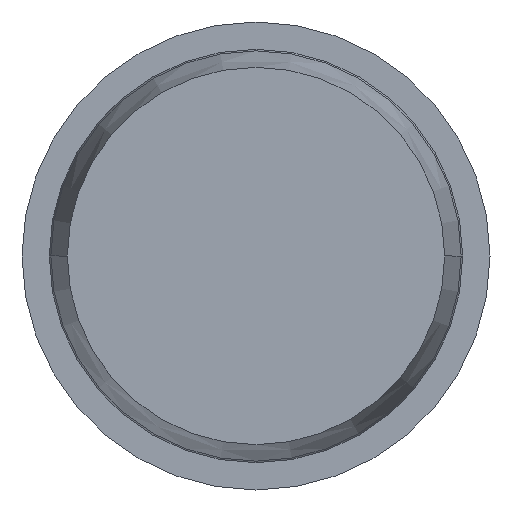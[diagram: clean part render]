
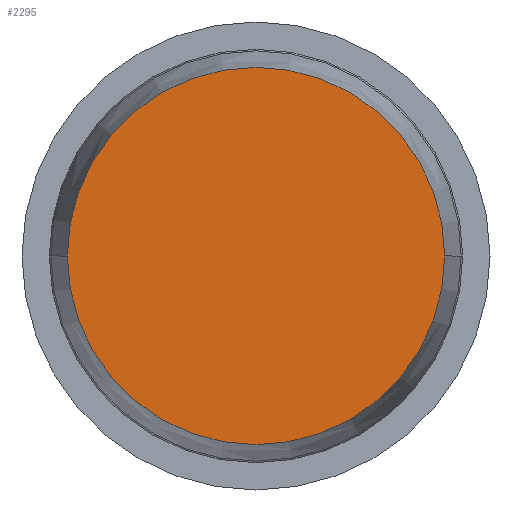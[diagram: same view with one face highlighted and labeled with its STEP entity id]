
A CAD part, front view. The second image highlights one B-rep face of the part: STEP entity #2295.
In plain terms, the highlighted planar face has unit normal (0, -1, 0).
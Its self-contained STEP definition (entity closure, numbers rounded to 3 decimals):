
#168 = CARTESIAN_POINT ( 'NONE',  ( 0., -19., 0. ) ) ;
#302 = EDGE_LOOP ( 'NONE', ( #2686, #1888 ) ) ;
#332 = PLANE ( 'NONE',  #3695 ) ;
#752 = VERTEX_POINT ( 'NONE', #2414 ) ;
#1438 = FACE_OUTER_BOUND ( 'NONE', #302, .T. ) ;
#1472 = CARTESIAN_POINT ( 'NONE',  ( 0., -19., 0. ) ) ;
#1529 = AXIS2_PLACEMENT_3D ( 'NONE', #1761, #2915, #2307 ) ;
#1551 = EDGE_CURVE ( 'Defeature ausgef�hrt1_0+Defeature ausgef�hrt1_10+Defeature ausgef�hrt1_10+Defeature ausgef�hrt1_10', #752, #2911, #1826, .T. ) ;
#1690 = CARTESIAN_POINT ( 'NONE',  ( 1.209, -19., 0. ) ) ;
#1761 = CARTESIAN_POINT ( 'NONE',  ( 0., -19., 0. ) ) ;
#1773 = DIRECTION ( 'NONE',  ( 0., -1., 0. ) ) ;
#1826 = CIRCLE ( 'NONE', #1529, 1.209 ) ;
#1888 = ORIENTED_EDGE ( 'NONE', *, *, #3176, .T. ) ;
#2098 = DIRECTION ( 'NONE',  ( 1., 0., 0. ) ) ;
#2295 = ADVANCED_FACE ( 'Defeature ausgef�hrt1_0', ( #1438 ), #332, .T. ) ;
#2307 = DIRECTION ( 'NONE',  ( 1., 0., 0. ) ) ;
#2414 = CARTESIAN_POINT ( 'NONE',  ( -1.209, -19., 0. ) ) ;
#2604 = DIRECTION ( 'NONE',  ( 1., 0., 0. ) ) ;
#2686 = ORIENTED_EDGE ( 'NONE', *, *, #1551, .T. ) ;
#2911 = VERTEX_POINT ( 'NONE', #1690 ) ;
#2915 = DIRECTION ( 'NONE',  ( 0., -1., 0. ) ) ;
#3176 = EDGE_CURVE ( 'Defeature ausgef�hrt1_0+Defeature ausgef�hrt1_10+Defeature ausgef�hrt1_10+Defeature ausgef�hrt1_10', #2911, #752, #3460, .T. ) ;
#3460 = CIRCLE ( 'NONE', #3704, 1.209 ) ;
#3598 = DIRECTION ( 'NONE',  ( 0., -1., 0. ) ) ;
#3695 = AXIS2_PLACEMENT_3D ( 'NONE', #1472, #1773, #2604 ) ;
#3704 = AXIS2_PLACEMENT_3D ( 'NONE', #168, #3598, #2098 ) ;
